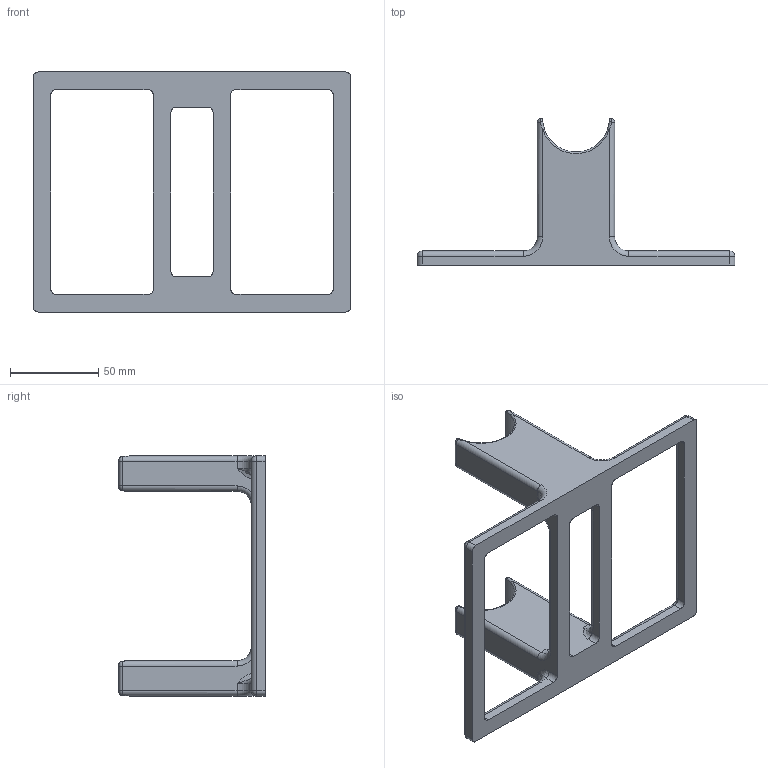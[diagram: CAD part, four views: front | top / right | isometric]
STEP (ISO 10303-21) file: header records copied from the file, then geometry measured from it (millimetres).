
FILE_DESCRIPTION (( 'STEP AP214' ), '1' );
FILE_NAME ('Test Stand Rev 1.STEP', '2024-02-27T03:22:42', ( '' ), ( '' ), 'SwSTEP 2.0', 'SolidWorks 2020', '' );
FILE_SCHEMA (( 'AUTOMOTIVE_DESIGN' ));
Length unit declared in the file: millimetre
Products named in the file (1): Test Stand Rev 1
Bounding box: 180 x 83 x 136 mm (x, y, z)
Volume: 175929.4 mm3; surface area: 44758.5 mm2
Topology: 1 solids, 1 shells, 143 faces, 352 edges, 192 vertices
Faces by surface type: cylinder 58, torus 28, bspline 28, plane 25, sphere 4
Entity records: 5472 total; most frequent: CARTESIAN_POINT 2296, ORIENTED_EDGE 672, DIRECTION 664, EDGE_CURVE 336, AXIS2_PLACEMENT_3D 268, VERTEX_POINT 192, CIRCLE 152, EDGE_LOOP 146
